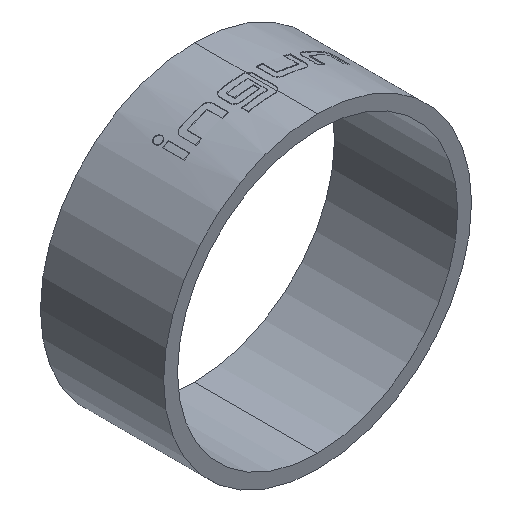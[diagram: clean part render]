
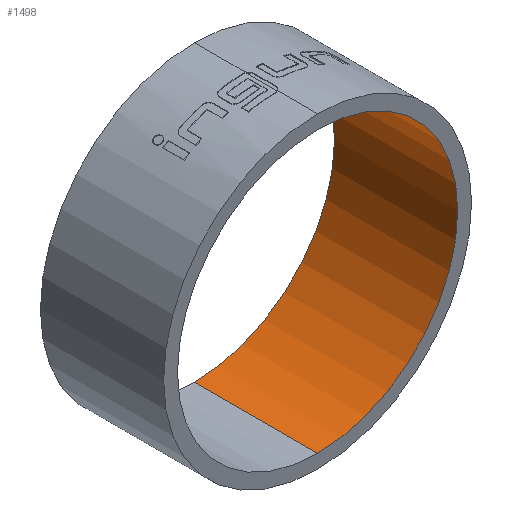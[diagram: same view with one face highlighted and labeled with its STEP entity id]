
A CAD part, isometric view. The second image highlights one B-rep face of the part: STEP entity #1498.
In plain terms, the highlighted cylindrical face has radius 2.275 mm (diameter 4.55 mm), a partial arc.
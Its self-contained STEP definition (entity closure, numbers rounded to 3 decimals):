
#242 = VERTEX_POINT ( 'NONE', #2626 ) ;
#309 = EDGE_CURVE ( 'NONE', #242, #1134, #1865, .T. ) ;
#312 = ORIENTED_EDGE ( 'NONE', *, *, #1994, .F. ) ;
#319 = AXIS2_PLACEMENT_3D ( 'NONE', #2413, #1035, #1177 ) ;
#476 = CIRCLE ( 'NONE', #2060, 2.275 ) ;
#527 = DIRECTION ( 'NONE',  ( 0., 1., 0. ) ) ;
#537 = VERTEX_POINT ( 'NONE', #828 ) ;
#542 = VECTOR ( 'NONE', #527, 1000. ) ;
#618 = CYLINDRICAL_SURFACE ( 'NONE', #2113, 2.275 ) ;
#647 = CIRCLE ( 'NONE', #319, 2.275 ) ;
#712 = VECTOR ( 'NONE', #754, 1000. ) ;
#737 = ORIENTED_EDGE ( 'NONE', *, *, #1429, .T. ) ;
#751 = DIRECTION ( 'NONE',  ( 0., 1., 0. ) ) ;
#754 = DIRECTION ( 'NONE',  ( 0., 1., 0. ) ) ;
#820 = CARTESIAN_POINT ( 'NONE',  ( 0., 0., -2.275 ) ) ;
#828 = CARTESIAN_POINT ( 'NONE',  ( 0., -2., -2.275 ) ) ;
#955 = DIRECTION ( 'NONE',  ( 0., 0., 1. ) ) ;
#1035 = DIRECTION ( 'NONE',  ( 0., 1., 0. ) ) ;
#1043 = ORIENTED_EDGE ( 'NONE', *, *, #1106, .F. ) ;
#1106 = EDGE_CURVE ( 'Defeature ausgef�hrt1_1+Defeature ausgef�hrt1_3+Defeature ausgef�hrt1_3+Defeature ausgef�hrt1_3', #242, #537, #476, .T. ) ;
#1134 = VERTEX_POINT ( 'NONE', #2010 ) ;
#1177 = DIRECTION ( 'NONE',  ( 0., 0., 1. ) ) ;
#1264 = EDGE_LOOP ( 'NONE', ( #312, #1043, #2012, #737 ) ) ;
#1353 = VERTEX_POINT ( 'NONE', #820 ) ;
#1356 = CARTESIAN_POINT ( 'NONE',  ( 0., 0., -2.275 ) ) ;
#1429 = EDGE_CURVE ( 'Defeature ausgef�hrt1_3+Defeature ausgef�hrt1_2+Defeature ausgef�hrt1_2+Defeature ausgef�hrt1_2', #1134, #1353, #647, .T. ) ;
#1498 = ADVANCED_FACE ( 'Defeature ausgef�hrt1_3', ( #1908 ), #618, .F. ) ;
#1566 = CARTESIAN_POINT ( 'NONE',  ( 0., -2., 0. ) ) ;
#1813 = CARTESIAN_POINT ( 'NONE',  ( 0., 0., 2.275 ) ) ;
#1816 = CARTESIAN_POINT ( 'NONE',  ( 0., 0., 0. ) ) ;
#1865 = LINE ( 'NONE', #1813, #542 ) ;
#1908 = FACE_OUTER_BOUND ( 'NONE', #1264, .T. ) ;
#1994 = EDGE_CURVE ( 'NONE', #537, #1353, #2305, .T. ) ;
#2010 = CARTESIAN_POINT ( 'NONE',  ( 0., 0., 2.275 ) ) ;
#2012 = ORIENTED_EDGE ( 'NONE', *, *, #309, .T. ) ;
#2060 = AXIS2_PLACEMENT_3D ( 'NONE', #1566, #751, #2445 ) ;
#2113 = AXIS2_PLACEMENT_3D ( 'NONE', #1816, #2645, #955 ) ;
#2305 = LINE ( 'NONE', #1356, #712 ) ;
#2413 = CARTESIAN_POINT ( 'NONE',  ( 0., 0., 0. ) ) ;
#2445 = DIRECTION ( 'NONE',  ( 0., 0., 1. ) ) ;
#2626 = CARTESIAN_POINT ( 'NONE',  ( 0., -2., 2.275 ) ) ;
#2645 = DIRECTION ( 'NONE',  ( 0., 1., 0. ) ) ;
